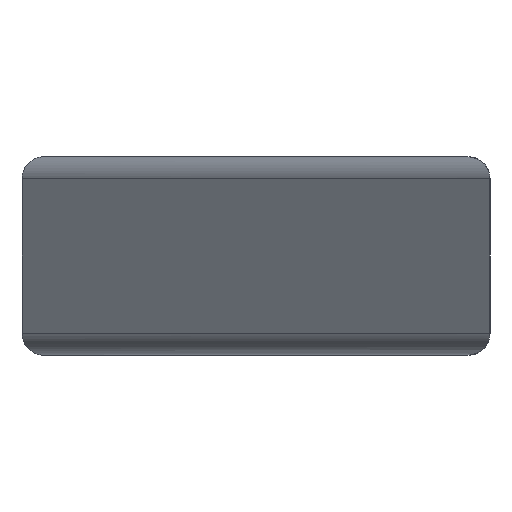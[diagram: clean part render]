
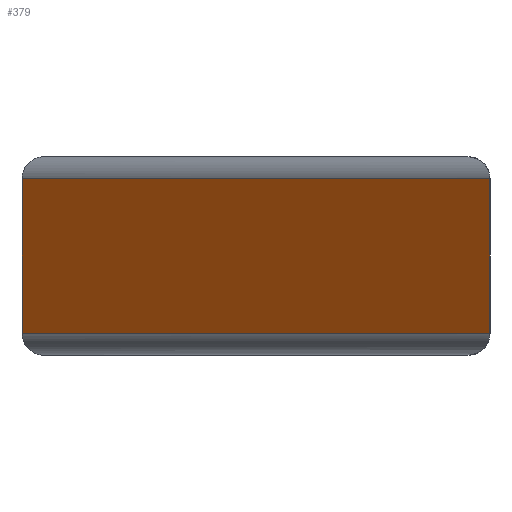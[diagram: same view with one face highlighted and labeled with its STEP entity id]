
A CAD part, left-side view. The second image highlights one B-rep face of the part: STEP entity #379.
In plain terms, the highlighted planar face has unit normal (-0.714, 0.7, 0).
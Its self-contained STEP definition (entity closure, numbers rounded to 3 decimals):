
#5 = CARTESIAN_POINT ( 'NONE',  ( -14.5, -5.3, 0.5 ) ) ;
#36 = LINE ( 'NONE', #458, #245 ) ;
#40 = DIRECTION ( 'NONE',  ( 0., 0., -1. ) ) ;
#48 = CARTESIAN_POINT ( 'NONE',  ( -14.5, -5.3, 4. ) ) ;
#60 = DIRECTION ( 'NONE',  ( 0.7, 0.714, 0. ) ) ;
#61 = EDGE_CURVE ( 'NONE', #237, #371, #207, .T. ) ;
#82 = DIRECTION ( 'NONE',  ( -0.7, -0.714, 0. ) ) ;
#109 = LINE ( 'NONE', #113, #472 ) ;
#113 = CARTESIAN_POINT ( 'NONE',  ( -4.1, 5.3, 4.5 ) ) ;
#117 = FACE_OUTER_BOUND ( 'NONE', #456, .T. ) ;
#134 = ORIENTED_EDGE ( 'NONE', *, *, #61, .T. ) ;
#136 = DIRECTION ( 'NONE',  ( 0.714, -0.7, 0. ) ) ;
#137 = EDGE_CURVE ( 'NONE', #371, #145, #109, .T. ) ;
#138 = CARTESIAN_POINT ( 'NONE',  ( -14.5, -5.3, 4. ) ) ;
#145 = VERTEX_POINT ( 'NONE', #499 ) ;
#156 = CARTESIAN_POINT ( 'NONE',  ( -14.5, -5.3, 4.5 ) ) ;
#162 = EDGE_CURVE ( 'NONE', #237, #275, #36, .T. ) ;
#187 = DIRECTION ( 'NONE',  ( 0., 0., -1. ) ) ;
#197 = CARTESIAN_POINT ( 'NONE',  ( -14.5, -5.3, 0.5 ) ) ;
#207 = LINE ( 'NONE', #138, #480 ) ;
#237 = VERTEX_POINT ( 'NONE', #48 ) ;
#245 = VECTOR ( 'NONE', #40, 1000. ) ;
#254 = ORIENTED_EDGE ( 'NONE', *, *, #301, .T. ) ;
#272 = PLANE ( 'NONE',  #324 ) ;
#275 = VERTEX_POINT ( 'NONE', #197 ) ;
#301 = EDGE_CURVE ( 'NONE', #145, #275, #473, .T. ) ;
#324 = AXIS2_PLACEMENT_3D ( 'NONE', #156, #136, #60 ) ;
#371 = VERTEX_POINT ( 'NONE', #465 ) ;
#379 = ADVANCED_FACE ( 'NONE', ( #117 ), #272, .F. ) ;
#403 = ORIENTED_EDGE ( 'NONE', *, *, #137, .T. ) ;
#451 = DIRECTION ( 'NONE',  ( 0.7, 0.714, 0. ) ) ;
#456 = EDGE_LOOP ( 'NONE', ( #403, #254, #488, #134 ) ) ;
#457 = VECTOR ( 'NONE', #82, 1000. ) ;
#458 = CARTESIAN_POINT ( 'NONE',  ( -14.5, -5.3, 4.5 ) ) ;
#465 = CARTESIAN_POINT ( 'NONE',  ( -4.1, 5.3, 4. ) ) ;
#472 = VECTOR ( 'NONE', #187, 1000. ) ;
#473 = LINE ( 'NONE', #5, #457 ) ;
#480 = VECTOR ( 'NONE', #451, 1000. ) ;
#488 = ORIENTED_EDGE ( 'NONE', *, *, #162, .F. ) ;
#499 = CARTESIAN_POINT ( 'NONE',  ( -4.1, 5.3, 0.5 ) ) ;
